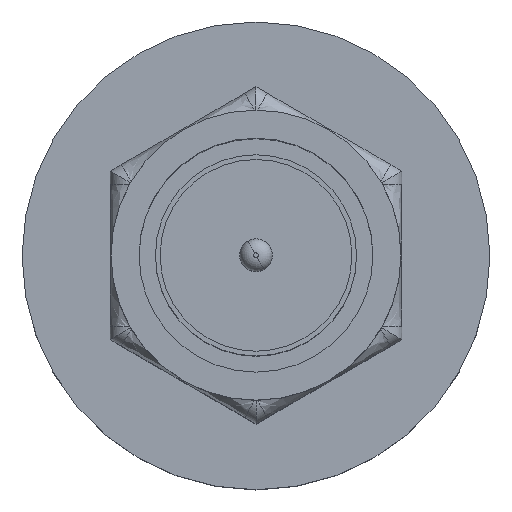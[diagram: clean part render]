
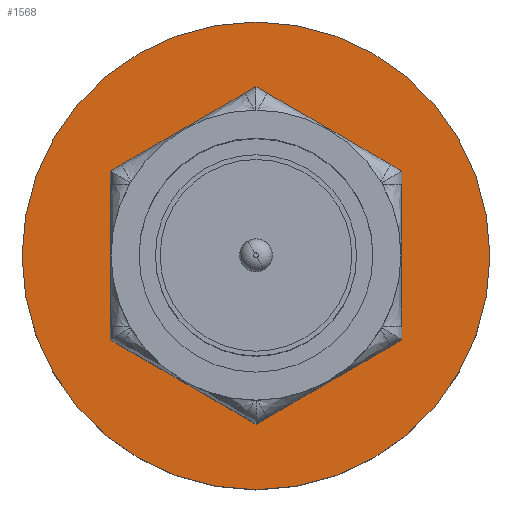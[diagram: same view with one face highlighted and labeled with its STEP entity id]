
A CAD part, top view. The second image highlights one B-rep face of the part: STEP entity #1568.
In plain terms, the highlighted planar face has unit normal (0, 0, 1).
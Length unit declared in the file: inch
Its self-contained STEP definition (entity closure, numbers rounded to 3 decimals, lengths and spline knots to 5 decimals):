
#399 = PLANE ( 'NONE',  #1314 ) ;
#708 = CARTESIAN_POINT ( 'NONE',  ( 0.25, 0., 0.08169 ) ) ;
#1122 = EDGE_LOOP ( 'NONE', ( #3693, #1124 ) ) ;
#1124 = ORIENTED_EDGE ( 'NONE', *, *, #2132, .T. ) ;
#1314 = AXIS2_PLACEMENT_3D ( 'NONE', #3654, #3633, #1962 ) ;
#1568 = ADVANCED_FACE ( 'NONE', ( #4879 ), #399, .T. ) ;
#1962 = DIRECTION ( 'NONE',  ( 1., 0., 0. ) ) ;
#2132 = EDGE_CURVE ( 'NONE', #3245, #4312, #3246, .T. ) ;
#2460 = DIRECTION ( 'NONE',  ( 1., 0., 0. ) ) ;
#3137 = DIRECTION ( 'NONE',  ( 0., 0., 1. ) ) ;
#3245 = VERTEX_POINT ( 'NONE', #708 ) ;
#3246 = CIRCLE ( 'NONE', #5023, 0.25 ) ;
#3627 = CIRCLE ( 'NONE', #4899, 0.25 ) ;
#3633 = DIRECTION ( 'NONE',  ( 0., 0., 1. ) ) ;
#3637 = CARTESIAN_POINT ( 'NONE',  ( 0., 0., 0.08169 ) ) ;
#3654 = CARTESIAN_POINT ( 'NONE',  ( 0., 0., 0.08169 ) ) ;
#3693 = ORIENTED_EDGE ( 'NONE', *, *, #5280, .T. ) ;
#4031 = CARTESIAN_POINT ( 'NONE',  ( -0.25, 0., 0.08169 ) ) ;
#4312 = VERTEX_POINT ( 'NONE', #4031 ) ;
#4434 = DIRECTION ( 'NONE',  ( 0., 0., 1. ) ) ;
#4756 = DIRECTION ( 'NONE',  ( 1., 0., 0. ) ) ;
#4879 = FACE_OUTER_BOUND ( 'NONE', #1122, .T. ) ;
#4899 = AXIS2_PLACEMENT_3D ( 'NONE', #5154, #3137, #4756 ) ;
#5023 = AXIS2_PLACEMENT_3D ( 'NONE', #3637, #4434, #2460 ) ;
#5154 = CARTESIAN_POINT ( 'NONE',  ( 0., 0., 0.08169 ) ) ;
#5280 = EDGE_CURVE ( 'NONE', #4312, #3245, #3627, .T. ) ;
